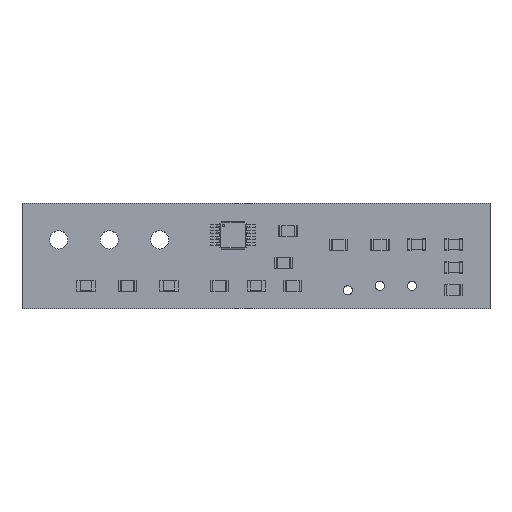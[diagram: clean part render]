
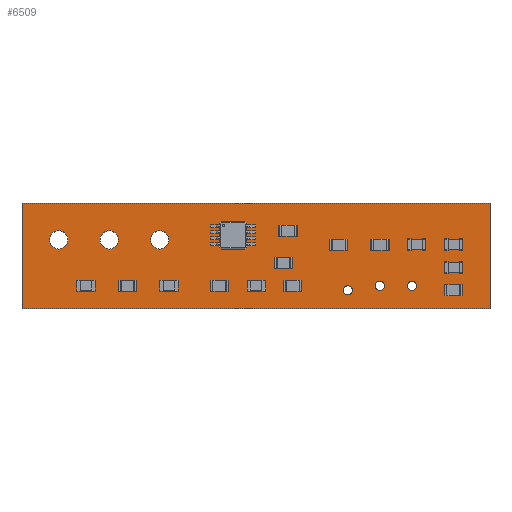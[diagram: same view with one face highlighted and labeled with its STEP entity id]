
A CAD part, top view. The second image highlights one B-rep face of the part: STEP entity #6509.
In plain terms, the highlighted planar face has unit normal (0, 0, 1).
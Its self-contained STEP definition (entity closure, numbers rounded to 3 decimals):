
#6331 = VERTEX_POINT('',#6332);
#6332 = CARTESIAN_POINT('',(65.,-23.5,1.51));
#6338 = EDGE_CURVE('',#6331,#6339,#6341,.T.);
#6339 = VERTEX_POINT('',#6340);
#6340 = CARTESIAN_POINT('',(14.,-23.5,1.51));
#6341 = LINE('',#6342,#6343);
#6342 = CARTESIAN_POINT('',(65.,-23.5,1.51));
#6343 = VECTOR('',#6344,1.);
#6344 = DIRECTION('',(-1.,0.,0.));
#6371 = VERTEX_POINT('',#6372);
#6372 = CARTESIAN_POINT('',(65.,-12.,1.51));
#6378 = EDGE_CURVE('',#6371,#6331,#6379,.T.);
#6379 = LINE('',#6380,#6381);
#6380 = CARTESIAN_POINT('',(65.,-12.,1.51));
#6381 = VECTOR('',#6382,1.);
#6382 = DIRECTION('',(0.,-1.,0.));
#6400 = EDGE_CURVE('',#6339,#6401,#6403,.T.);
#6401 = VERTEX_POINT('',#6402);
#6402 = CARTESIAN_POINT('',(14.,-12.,1.51));
#6403 = LINE('',#6404,#6405);
#6404 = CARTESIAN_POINT('',(14.,-23.5,1.51));
#6405 = VECTOR('',#6406,1.);
#6406 = DIRECTION('',(0.,1.,0.));
#6509 = ADVANCED_FACE('',(#6510,#6521,#6532,#6543,#6554,#6565,#6576),
  #6587,.T.);
#6510 = FACE_BOUND('',#6511,.T.);
#6511 = EDGE_LOOP('',(#6512,#6513,#6514,#6520));
#6512 = ORIENTED_EDGE('',*,*,#6338,.F.);
#6513 = ORIENTED_EDGE('',*,*,#6378,.F.);
#6514 = ORIENTED_EDGE('',*,*,#6515,.F.);
#6515 = EDGE_CURVE('',#6401,#6371,#6516,.T.);
#6516 = LINE('',#6517,#6518);
#6517 = CARTESIAN_POINT('',(14.,-12.,1.51));
#6518 = VECTOR('',#6519,1.);
#6519 = DIRECTION('',(1.,0.,0.));
#6520 = ORIENTED_EDGE('',*,*,#6400,.F.);
#6521 = FACE_BOUND('',#6522,.T.);
#6522 = EDGE_LOOP('',(#6523));
#6523 = ORIENTED_EDGE('',*,*,#6524,.T.);
#6524 = EDGE_CURVE('',#6525,#6525,#6527,.T.);
#6525 = VERTEX_POINT('',#6526);
#6526 = CARTESIAN_POINT('',(49.5,-22.,1.51));
#6527 = CIRCLE('',#6528,0.5);
#6528 = AXIS2_PLACEMENT_3D('',#6529,#6530,#6531);
#6529 = CARTESIAN_POINT('',(49.5,-21.5,1.51));
#6530 = DIRECTION('',(-0.,0.,-1.));
#6531 = DIRECTION('',(-0.,-1.,0.));
#6532 = FACE_BOUND('',#6533,.T.);
#6533 = EDGE_LOOP('',(#6534));
#6534 = ORIENTED_EDGE('',*,*,#6535,.T.);
#6535 = EDGE_CURVE('',#6536,#6536,#6538,.T.);
#6536 = VERTEX_POINT('',#6537);
#6537 = CARTESIAN_POINT('',(53.,-21.5,1.51));
#6538 = CIRCLE('',#6539,0.5);
#6539 = AXIS2_PLACEMENT_3D('',#6540,#6541,#6542);
#6540 = CARTESIAN_POINT('',(53.,-21.,1.51));
#6541 = DIRECTION('',(-0.,0.,-1.));
#6542 = DIRECTION('',(-0.,-1.,0.));
#6543 = FACE_BOUND('',#6544,.T.);
#6544 = EDGE_LOOP('',(#6545));
#6545 = ORIENTED_EDGE('',*,*,#6546,.T.);
#6546 = EDGE_CURVE('',#6547,#6547,#6549,.T.);
#6547 = VERTEX_POINT('',#6548);
#6548 = CARTESIAN_POINT('',(56.5,-21.5,1.51));
#6549 = CIRCLE('',#6550,0.5);
#6550 = AXIS2_PLACEMENT_3D('',#6551,#6552,#6553);
#6551 = CARTESIAN_POINT('',(56.5,-21.,1.51));
#6552 = DIRECTION('',(-0.,0.,-1.));
#6553 = DIRECTION('',(-0.,-1.,0.));
#6554 = FACE_BOUND('',#6555,.T.);
#6555 = EDGE_LOOP('',(#6556));
#6556 = ORIENTED_EDGE('',*,*,#6557,.T.);
#6557 = EDGE_CURVE('',#6558,#6558,#6560,.T.);
#6558 = VERTEX_POINT('',#6559);
#6559 = CARTESIAN_POINT('',(18.,-17.,1.51));
#6560 = CIRCLE('',#6561,1.);
#6561 = AXIS2_PLACEMENT_3D('',#6562,#6563,#6564);
#6562 = CARTESIAN_POINT('',(18.,-16.,1.51));
#6563 = DIRECTION('',(-0.,0.,-1.));
#6564 = DIRECTION('',(-0.,-1.,0.));
#6565 = FACE_BOUND('',#6566,.T.);
#6566 = EDGE_LOOP('',(#6567));
#6567 = ORIENTED_EDGE('',*,*,#6568,.T.);
#6568 = EDGE_CURVE('',#6569,#6569,#6571,.T.);
#6569 = VERTEX_POINT('',#6570);
#6570 = CARTESIAN_POINT('',(23.5,-17.,1.51));
#6571 = CIRCLE('',#6572,1.);
#6572 = AXIS2_PLACEMENT_3D('',#6573,#6574,#6575);
#6573 = CARTESIAN_POINT('',(23.5,-16.,1.51));
#6574 = DIRECTION('',(-0.,0.,-1.));
#6575 = DIRECTION('',(-0.,-1.,0.));
#6576 = FACE_BOUND('',#6577,.T.);
#6577 = EDGE_LOOP('',(#6578));
#6578 = ORIENTED_EDGE('',*,*,#6579,.T.);
#6579 = EDGE_CURVE('',#6580,#6580,#6582,.T.);
#6580 = VERTEX_POINT('',#6581);
#6581 = CARTESIAN_POINT('',(29.,-17.,1.51));
#6582 = CIRCLE('',#6583,1.);
#6583 = AXIS2_PLACEMENT_3D('',#6584,#6585,#6586);
#6584 = CARTESIAN_POINT('',(29.,-16.,1.51));
#6585 = DIRECTION('',(-0.,0.,-1.));
#6586 = DIRECTION('',(-0.,-1.,0.));
#6587 = PLANE('',#6588);
#6588 = AXIS2_PLACEMENT_3D('',#6589,#6590,#6591);
#6589 = CARTESIAN_POINT('',(0.,0.,1.51));
#6590 = DIRECTION('',(0.,0.,1.));
#6591 = DIRECTION('',(1.,0.,-0.));
